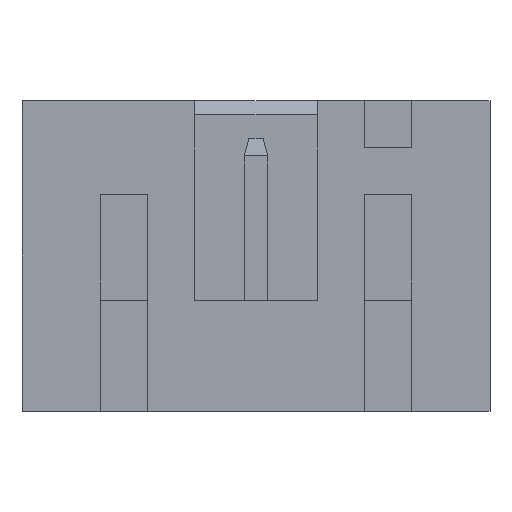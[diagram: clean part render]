
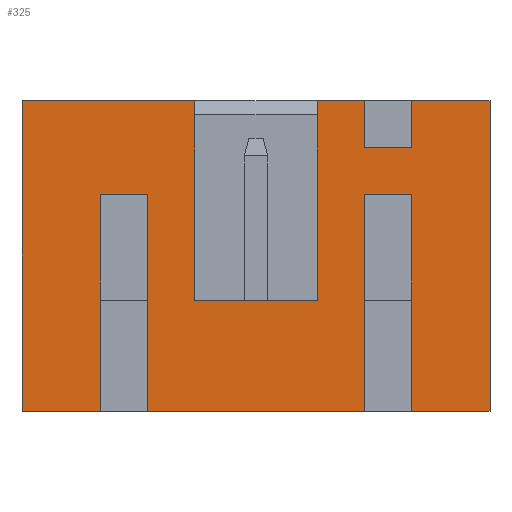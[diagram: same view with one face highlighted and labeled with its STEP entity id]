
A CAD part, front view. The second image highlights one B-rep face of the part: STEP entity #325.
In plain terms, the highlighted planar face has unit normal (0, -1, 0).
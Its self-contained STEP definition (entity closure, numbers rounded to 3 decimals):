
#325=ADVANCED_FACE('',(#1781),#1783,.T.);
#1781=FACE_BOUND('',#1782,.T.);
#1782=EDGE_LOOP('',(#2917,#2918,#2919,#2920,#2921,#2922,#2923,#2924,#2925,#2926,
#2927,#2928,#2929,#2930,#2931,#2932,#2933,#2934,#2935,#2936));
#1783=PLANE('',#1784);
#1784=AXIS2_PLACEMENT_3D('',#1785,#1786,#1787);
#1785=CARTESIAN_POINT('',(-1.,-1.9,0.));
#1786=DIRECTION('',(0.,-1.,0.));
#1787=DIRECTION('',(1.,0.,0.));
#2917=ORIENTED_EDGE('',*,*,#3741,.T.);
#2918=ORIENTED_EDGE('',*,*,#3742,.T.);
#2919=ORIENTED_EDGE('',*,*,#3743,.T.);
#2920=ORIENTED_EDGE('',*,*,#3744,.F.);
#2921=ORIENTED_EDGE('',*,*,#3745,.T.);
#2922=ORIENTED_EDGE('',*,*,#3746,.T.);
#2923=ORIENTED_EDGE('',*,*,#3747,.T.);
#2924=ORIENTED_EDGE('',*,*,#3748,.F.);
#2925=ORIENTED_EDGE('',*,*,#3749,.F.);
#2926=ORIENTED_EDGE('',*,*,#3750,.T.);
#2927=ORIENTED_EDGE('',*,*,#3751,.T.);
#2928=ORIENTED_EDGE('',*,*,#3752,.T.);
#2929=ORIENTED_EDGE('',*,*,#3753,.T.);
#2930=ORIENTED_EDGE('',*,*,#3754,.T.);
#2931=ORIENTED_EDGE('',*,*,#3755,.T.);
#2932=ORIENTED_EDGE('',*,*,#3756,.T.);
#2933=ORIENTED_EDGE('',*,*,#3757,.T.);
#2934=ORIENTED_EDGE('',*,*,#3758,.T.);
#2935=ORIENTED_EDGE('',*,*,#3759,.T.);
#2936=ORIENTED_EDGE('',*,*,#3760,.F.);
#3741=EDGE_CURVE('',#4237,#4238,#4239,.F.);
#3742=EDGE_CURVE('',#4238,#4240,#4241,.F.);
#3743=EDGE_CURVE('',#4240,#4242,#4243,.F.);
#3744=EDGE_CURVE('',#4244,#4242,#4245,.T.);
#3745=EDGE_CURVE('',#4244,#4246,#4247,.F.);
#3746=EDGE_CURVE('',#4246,#4248,#4249,.F.);
#3747=EDGE_CURVE('',#4248,#4250,#4251,.F.);
#3748=EDGE_CURVE('',#4252,#4250,#4253,.T.);
#3749=EDGE_CURVE('',#4254,#4252,#4255,.T.);
#3750=EDGE_CURVE('',#4254,#4256,#4257,.T.);
#3751=EDGE_CURVE('',#4256,#4258,#4259,.F.);
#3752=EDGE_CURVE('',#4258,#4260,#4261,.F.);
#3753=EDGE_CURVE('',#4260,#4262,#4263,.F.);
#3754=EDGE_CURVE('',#4262,#4264,#4265,.T.);
#3755=EDGE_CURVE('',#4264,#4266,#4267,.F.);
#3756=EDGE_CURVE('',#4266,#4268,#4269,.F.);
#3757=EDGE_CURVE('',#4268,#4270,#4271,.F.);
#3758=EDGE_CURVE('',#4270,#4272,#4273,.T.);
#3759=EDGE_CURVE('',#4272,#4274,#4275,.T.);
#3760=EDGE_CURVE('',#4237,#4274,#4276,.T.);
#4237=VERTEX_POINT('',#5125);
#4238=VERTEX_POINT('',#5126);
#4239=LINE('',#5127,#5128);
#4240=VERTEX_POINT('',#5130);
#4241=LINE('',#5131,#5132);
#4242=VERTEX_POINT('',#5134);
#4243=LINE('',#5135,#5136);
#4244=VERTEX_POINT('',#5138);
#4245=LINE('',#5139,#5140);
#4246=VERTEX_POINT('',#5142);
#4247=LINE('',#5143,#5144);
#4248=VERTEX_POINT('',#5146);
#4249=LINE('',#5147,#5148);
#4250=VERTEX_POINT('',#5150);
#4251=LINE('',#5151,#5152);
#4252=VERTEX_POINT('',#5154);
#4253=LINE('',#5155,#5156);
#4254=VERTEX_POINT('',#5158);
#4255=LINE('',#5159,#5160);
#4256=VERTEX_POINT('',#5162);
#4257=LINE('',#5163,#5164);
#4258=VERTEX_POINT('',#5166);
#4259=LINE('',#5167,#5168);
#4260=VERTEX_POINT('',#5170);
#4261=LINE('',#5171,#5172);
#4262=VERTEX_POINT('',#5174);
#4263=LINE('',#5175,#5176);
#4264=VERTEX_POINT('',#5178);
#4265=LINE('',#5179,#5180);
#4266=VERTEX_POINT('',#5182);
#4267=LINE('',#5183,#5184);
#4268=VERTEX_POINT('',#5186);
#4269=LINE('',#5187,#5188);
#4270=VERTEX_POINT('',#5190);
#4271=LINE('',#5191,#5192);
#4272=VERTEX_POINT('',#5194);
#4273=LINE('',#5195,#5196);
#4274=VERTEX_POINT('',#5198);
#4275=LINE('',#5199,#5200);
#4276=LINE('',#5202,#5203);
#5125=CARTESIAN_POINT('',(5.3,-1.9,6.6));
#5126=CARTESIAN_POINT('',(5.3,-1.9,5.6));
#5127=CARTESIAN_POINT('',(5.3,-1.9,5.6));
#5128=VECTOR('',#5129,1.);
#5129=DIRECTION('',(0.,0.,1.));
#5130=CARTESIAN_POINT('',(4.3,-1.9,5.6));
#5131=CARTESIAN_POINT('',(4.3,-1.9,5.6));
#5132=VECTOR('',#5133,1.);
#5133=DIRECTION('',(1.,0.,0.));
#5134=CARTESIAN_POINT('',(4.3,-1.9,6.6));
#5135=CARTESIAN_POINT('',(4.3,-1.9,6.6));
#5136=VECTOR('',#5137,1.);
#5137=DIRECTION('',(0.,0.,-1.));
#5138=CARTESIAN_POINT('',(3.3,-1.9,6.6));
#5139=CARTESIAN_POINT('',(3.3,-1.9,6.6));
#5140=VECTOR('',#5141,1.);
#5141=DIRECTION('',(1.,0.,0.));
#5142=CARTESIAN_POINT('',(3.3,-1.9,2.35));
#5143=CARTESIAN_POINT('',(3.3,-1.9,2.35));
#5144=VECTOR('',#5145,1.);
#5145=DIRECTION('',(0.,0.,1.));
#5146=CARTESIAN_POINT('',(0.7,-1.9,2.35));
#5147=CARTESIAN_POINT('',(0.7,-1.9,2.35));
#5148=VECTOR('',#5149,1.);
#5149=DIRECTION('',(1.,0.,0.));
#5150=CARTESIAN_POINT('',(0.7,-1.9,6.6));
#5151=CARTESIAN_POINT('',(0.7,-1.9,6.6));
#5152=VECTOR('',#5153,1.);
#5153=DIRECTION('',(0.,0.,-1.));
#5154=CARTESIAN_POINT('',(-2.975,-1.9,6.6));
#5155=CARTESIAN_POINT('',(-2.975,-1.9,6.6));
#5156=VECTOR('',#5157,1.);
#5157=DIRECTION('',(1.,0.,0.));
#5158=CARTESIAN_POINT('',(-2.975,-1.9,0.));
#5159=CARTESIAN_POINT('',(-2.975,-1.9,0.));
#5160=VECTOR('',#5161,1.);
#5161=DIRECTION('',(0.,0.,1.));
#5162=CARTESIAN_POINT('',(-1.3,-1.9,0.));
#5163=CARTESIAN_POINT('',(-2.975,-1.9,0.));
#5164=VECTOR('',#5165,1.);
#5165=DIRECTION('',(1.,0.,0.));
#5166=CARTESIAN_POINT('',(-1.3,-1.9,4.6));
#5167=CARTESIAN_POINT('',(-1.3,-1.9,4.6));
#5168=VECTOR('',#5169,1.);
#5169=DIRECTION('',(0.,0.,-1.));
#5170=CARTESIAN_POINT('',(-0.3,-1.9,4.6));
#5171=CARTESIAN_POINT('',(-0.3,-1.9,4.6));
#5172=VECTOR('',#5173,1.);
#5173=DIRECTION('',(-1.,0.,0.));
#5174=CARTESIAN_POINT('',(-0.3,-1.9,0.));
#5175=CARTESIAN_POINT('',(-0.3,-1.9,0.));
#5176=VECTOR('',#5177,1.);
#5177=DIRECTION('',(0.,0.,1.));
#5178=CARTESIAN_POINT('',(4.3,-1.9,0.));
#5179=CARTESIAN_POINT('',(-0.3,-1.9,0.));
#5180=VECTOR('',#5181,1.);
#5181=DIRECTION('',(1.,0.,0.));
#5182=CARTESIAN_POINT('',(4.3,-1.9,4.6));
#5183=CARTESIAN_POINT('',(4.3,-1.9,4.6));
#5184=VECTOR('',#5185,1.);
#5185=DIRECTION('',(0.,0.,-1.));
#5186=CARTESIAN_POINT('',(5.3,-1.9,4.6));
#5187=CARTESIAN_POINT('',(5.3,-1.9,4.6));
#5188=VECTOR('',#5189,1.);
#5189=DIRECTION('',(-1.,0.,0.));
#5190=CARTESIAN_POINT('',(5.3,-1.9,0.));
#5191=CARTESIAN_POINT('',(5.3,-1.9,0.));
#5192=VECTOR('',#5193,1.);
#5193=DIRECTION('',(0.,0.,1.));
#5194=CARTESIAN_POINT('',(6.975,-1.9,0.));
#5195=CARTESIAN_POINT('',(5.3,-1.9,0.));
#5196=VECTOR('',#5197,1.);
#5197=DIRECTION('',(1.,0.,0.));
#5198=CARTESIAN_POINT('',(6.975,-1.9,6.6));
#5199=CARTESIAN_POINT('',(6.975,-1.9,0.));
#5200=VECTOR('',#5201,1.);
#5201=DIRECTION('',(0.,0.,1.));
#5202=CARTESIAN_POINT('',(5.3,-1.9,6.6));
#5203=VECTOR('',#5204,1.);
#5204=DIRECTION('',(1.,0.,0.));
